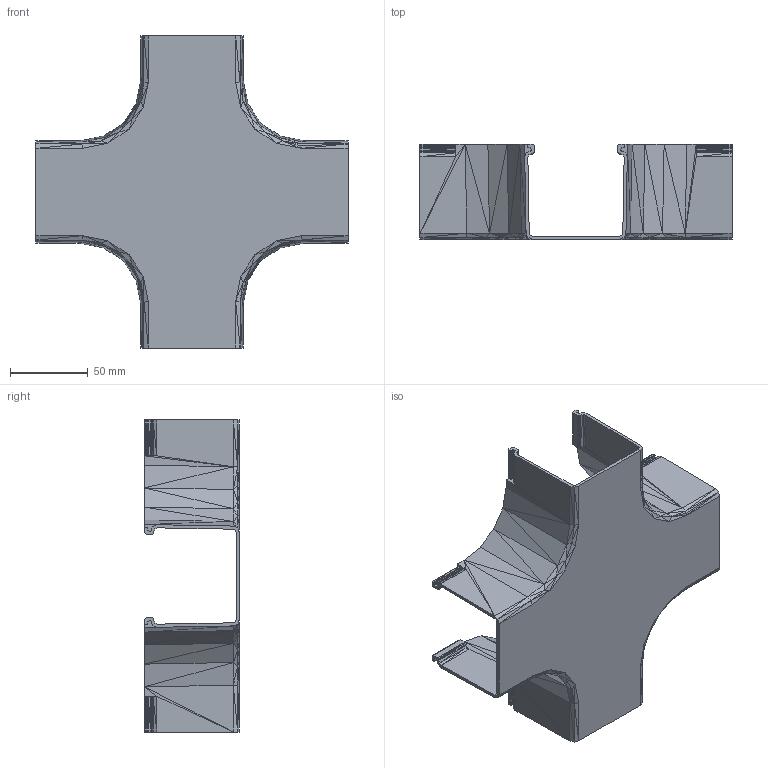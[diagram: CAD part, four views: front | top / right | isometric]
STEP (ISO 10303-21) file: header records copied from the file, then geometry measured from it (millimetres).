
FILE_DESCRIPTION(('FreeCAD Model'),'2;1');
FILE_NAME('Open CASCADE Shape Model','2022-12-06T13:46:43',('Author'),( ''),'Open CASCADE STEP processor 7.6','FreeCAD','Unknown');
FILE_SCHEMA(('AUTOMOTIVE_DESIGN { 1 0 10303 214 1 1 1 1 }'));
Length unit declared in the file: millimetre
Products named in the file (1): DS_060_31130___________________________________________________________
_______________________________60mm_horizontal_cross001001 (Solid)
Bounding box: 201 x 61.09 x 201 mm (x, y, z)
Volume: 103320.3 mm3; surface area: 106083.7 mm2
Topology: 1 solids, 1 shells, 726 faces, 1382 edges, 658 vertices
Faces by surface type: plane 726
Entity records: 34794 total; most frequent: DIRECTION 5600, CARTESIAN_POINT 5531, LINE 4146, VECTOR 4146, ORIENTED_EDGE 2764, PCURVE 2764, DEFINITIONAL_REPRESENTATION 2764, EDGE_CURVE 1382
